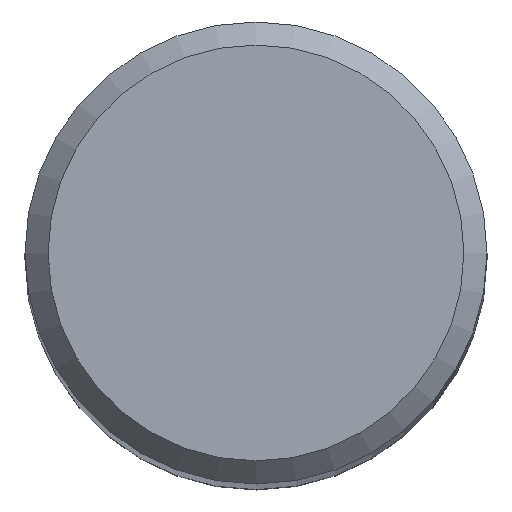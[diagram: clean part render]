
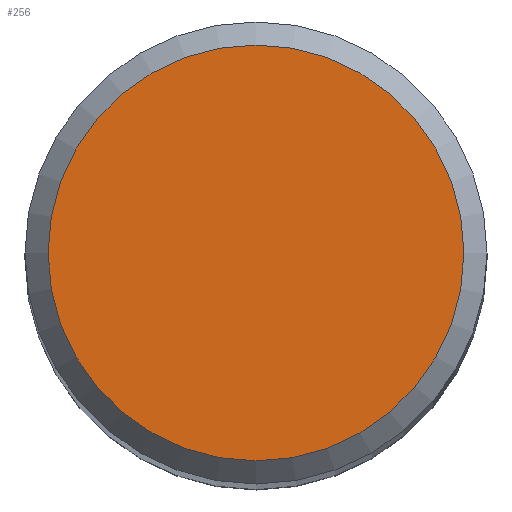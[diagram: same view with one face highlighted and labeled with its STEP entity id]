
A CAD part, top view. The second image highlights one B-rep face of the part: STEP entity #256.
In plain terms, the highlighted planar face has unit normal (0, 0, 1).
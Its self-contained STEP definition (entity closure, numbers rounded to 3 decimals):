
#200=FACE_OUTER_BOUND('',#439,.T.);
#256=ADVANCED_FACE('CU_CY_N4_SU_1',(#200),#337,.F.);
#337=PLANE('',#1111);
#439=EDGE_LOOP('',(#545));
#545=ORIENTED_EDGE('',*,*,#887,.F.);
#807=VERTEX_POINT('',#1603);
#887=EDGE_CURVE('',#807,#807,#1018,.T.);
#1018=CIRCLE('',#1110,22.489);
#1110=AXIS2_PLACEMENT_3D('',#1602,#1263,#1264);
#1111=AXIS2_PLACEMENT_3D('',#1604,#1265,#1266);
#1263=DIRECTION('',(0.,0.,-1.));
#1264=DIRECTION('',(-1.,0.,0.));
#1265=DIRECTION('',(0.,0.,-1.));
#1266=DIRECTION('',(-1.,0.,0.));
#1602=CARTESIAN_POINT('',(0.,0.,0.));
#1603=CARTESIAN_POINT('',(-22.489,0.,0.));
#1604=CARTESIAN_POINT('',(0.,0.,0.));
